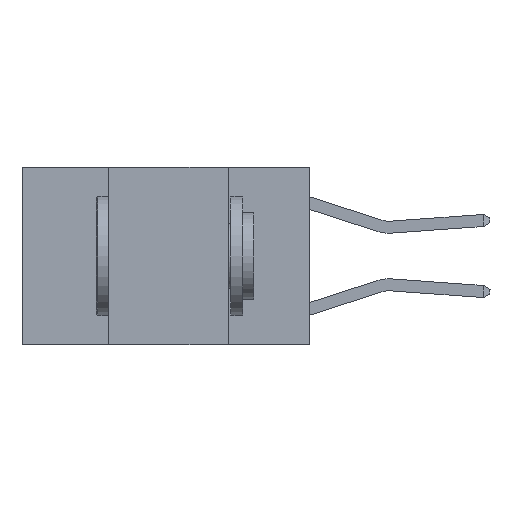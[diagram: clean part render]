
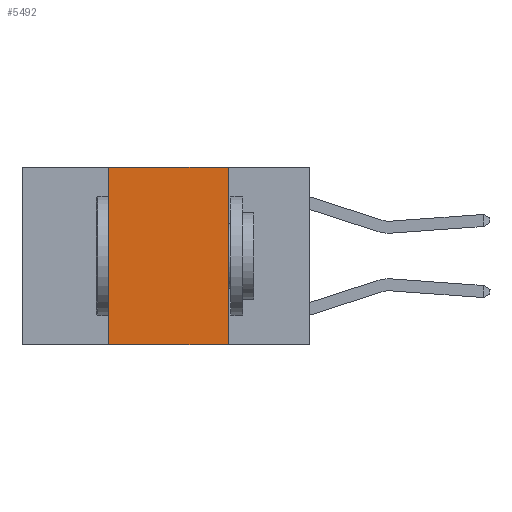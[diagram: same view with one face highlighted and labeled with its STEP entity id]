
A CAD part, left-side view. The second image highlights one B-rep face of the part: STEP entity #5492.
In plain terms, the highlighted planar face has unit normal (-1, 0, 0).
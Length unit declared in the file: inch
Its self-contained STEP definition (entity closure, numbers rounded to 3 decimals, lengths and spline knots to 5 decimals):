
#98 = LINE ( 'NONE', #4333, #17294 ) ;
#177 = DIRECTION ( 'NONE',  ( 0., 0., -1. ) ) ;
#517 = ORIENTED_EDGE ( 'NONE', *, *, #25113, .F. ) ;
#1229 = EDGE_CURVE ( 'NONE', #2731, #23628, #1321, .T. ) ;
#1321 = LINE ( 'NONE', #23472, #24340 ) ;
#2731 = VERTEX_POINT ( 'NONE', #16922 ) ;
#2793 = VECTOR ( 'NONE', #15749, 39.37008 ) ;
#3749 = VECTOR ( 'NONE', #21918, 39.37008 ) ;
#4333 = CARTESIAN_POINT ( 'NONE',  ( 0., 0.17, 0. ) ) ;
#4439 = LINE ( 'NONE', #19715, #3749 ) ;
#5492 = ADVANCED_FACE ( 'NONE', ( #15738 ), #11357, .F. ) ;
#5881 = CARTESIAN_POINT ( 'NONE',  ( 0., 0.42, 0. ) ) ;
#7179 = CARTESIAN_POINT ( 'NONE',  ( 0., 0.17, 0. ) ) ;
#8622 = ORIENTED_EDGE ( 'NONE', *, *, #10357, .T. ) ;
#8789 = LINE ( 'NONE', #15649, #2793 ) ;
#10027 = CARTESIAN_POINT ( 'NONE',  ( 0., 0.17, -0.37 ) ) ;
#10357 = EDGE_CURVE ( 'NONE', #2731, #27252, #8789, .T. ) ;
#11357 = PLANE ( 'NONE',  #18781 ) ;
#12593 = EDGE_CURVE ( 'NONE', #23628, #18146, #4439, .T. ) ;
#13607 = DIRECTION ( 'NONE',  ( 1., 0., 0. ) ) ;
#13860 = ORIENTED_EDGE ( 'NONE', *, *, #12593, .F. ) ;
#15116 = EDGE_LOOP ( 'NONE', ( #517, #13860, #19777, #8622 ) ) ;
#15649 = CARTESIAN_POINT ( 'NONE',  ( 0., 0.6, -0.37 ) ) ;
#15738 = FACE_OUTER_BOUND ( 'NONE', #15116, .T. ) ;
#15749 = DIRECTION ( 'NONE',  ( 0., -1., 0. ) ) ;
#16922 = CARTESIAN_POINT ( 'NONE',  ( 0., 0.42, -0.37 ) ) ;
#17294 = VECTOR ( 'NONE', #17760, 39.37008 ) ;
#17760 = DIRECTION ( 'NONE',  ( 0., 0., -1. ) ) ;
#18146 = VERTEX_POINT ( 'NONE', #7179 ) ;
#18781 = AXIS2_PLACEMENT_3D ( 'NONE', #24659, #13607, #177 ) ;
#19715 = CARTESIAN_POINT ( 'NONE',  ( 0., 0.6, 0. ) ) ;
#19777 = ORIENTED_EDGE ( 'NONE', *, *, #1229, .F. ) ;
#19916 = DIRECTION ( 'NONE',  ( 0., 0., 1. ) ) ;
#21918 = DIRECTION ( 'NONE',  ( 0., -1., 0. ) ) ;
#23472 = CARTESIAN_POINT ( 'NONE',  ( 0., 0.42, 0. ) ) ;
#23628 = VERTEX_POINT ( 'NONE', #5881 ) ;
#24340 = VECTOR ( 'NONE', #19916, 39.37008 ) ;
#24659 = CARTESIAN_POINT ( 'NONE',  ( 0., 0.6, 0. ) ) ;
#25113 = EDGE_CURVE ( 'NONE', #18146, #27252, #98, .T. ) ;
#27252 = VERTEX_POINT ( 'NONE', #10027 ) ;
